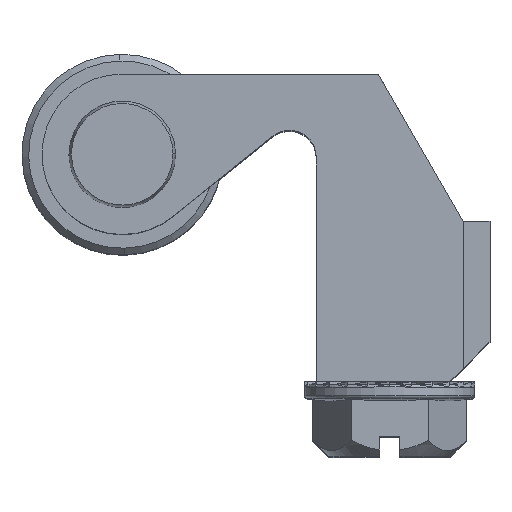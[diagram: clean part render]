
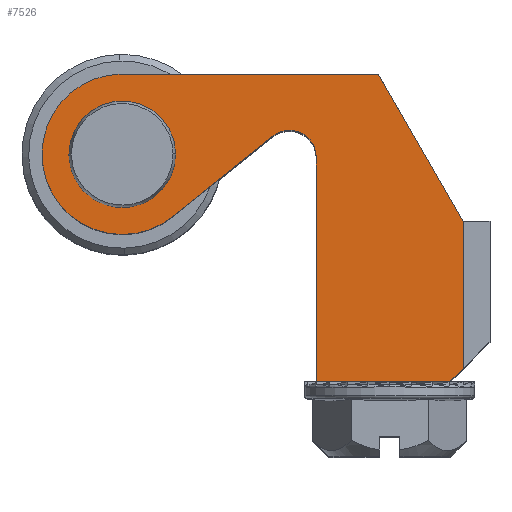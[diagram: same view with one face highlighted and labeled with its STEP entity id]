
A CAD part, top view. The second image highlights one B-rep face of the part: STEP entity #7526.
In plain terms, the highlighted planar face has unit normal (0, 0, 1).
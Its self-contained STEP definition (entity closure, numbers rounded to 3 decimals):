
#11 = LINE ( 'NONE', #2413, #781 ) ;
#46 = ORIENTED_EDGE ( 'NONE', *, *, #5421, .T. ) ;
#62 = EDGE_CURVE ( 'NONE', #1895, #5927, #11, .T. ) ;
#104 = ORIENTED_EDGE ( 'NONE', *, *, #7181, .T. ) ;
#180 = CARTESIAN_POINT ( 'NONE',  ( -2., 16.8, 25. ) ) ;
#344 = CIRCLE ( 'NONE', #1949, 6. ) ;
#379 = DIRECTION ( 'NONE',  ( -0.707, -0.707, 0. ) ) ;
#428 = DIRECTION ( 'NONE',  ( -0.5, 0.866, 0. ) ) ;
#576 = CARTESIAN_POINT ( 'NONE',  ( -10.735, 12.329, 25. ) ) ;
#651 = ORIENTED_EDGE ( 'NONE', *, *, #712, .T. ) ;
#701 = AXIS2_PLACEMENT_3D ( 'NONE', #5728, #3340, #2750 ) ;
#703 = VERTEX_POINT ( 'NONE', #2643 ) ;
#712 = EDGE_CURVE ( 'NONE', #2613, #7276, #5656, .T. ) ;
#781 = VECTOR ( 'NONE', #999, 1000. ) ;
#970 = LINE ( 'NONE', #1512, #5582 ) ;
#999 = DIRECTION ( 'NONE',  ( -1., 0., 0. ) ) ;
#1027 = DIRECTION ( 'NONE',  ( 0., 0., 1. ) ) ;
#1046 = DIRECTION ( 'NONE',  ( 0., -1., 0. ) ) ;
#1115 = FACE_OUTER_BOUND ( 'NONE', #2236, .T. ) ;
#1292 = ORIENTED_EDGE ( 'NONE', *, *, #4758, .T. ) ;
#1344 = ORIENTED_EDGE ( 'NONE', *, *, #62, .T. ) ;
#1453 = DIRECTION ( 'NONE',  ( 1., 0., 0. ) ) ;
#1512 = CARTESIAN_POINT ( 'NONE',  ( 0., 0., 25. ) ) ;
#1534 = AXIS2_PLACEMENT_3D ( 'NONE', #5918, #6438, #4677 ) ;
#1560 = EDGE_LOOP ( 'NONE', ( #3522, #2736 ) ) ;
#1567 = VERTEX_POINT ( 'NONE', #576 ) ;
#1621 = EDGE_CURVE ( 'NONE', #5927, #5166, #344, .T. ) ;
#1629 = CARTESIAN_POINT ( 'NONE',  ( 4.649, 23., 25. ) ) ;
#1676 = CARTESIAN_POINT ( 'NONE',  ( -14.5, 17., 25. ) ) ;
#1895 = VERTEX_POINT ( 'NONE', #6781 ) ;
#1949 = AXIS2_PLACEMENT_3D ( 'NONE', #1676, #3574, #2811 ) ;
#2079 = CARTESIAN_POINT ( 'NONE',  ( -17.55, 17., 25. ) ) ;
#2105 = CARTESIAN_POINT ( 'NONE',  ( 0., 0., 25. ) ) ;
#2114 = LINE ( 'NONE', #2778, #3157 ) ;
#2115 = ORIENTED_EDGE ( 'NONE', *, *, #1621, .T. ) ;
#2128 = VERTEX_POINT ( 'NONE', #5982 ) ;
#2236 = EDGE_LOOP ( 'NONE', ( #3061, #104, #46, #1344, #2115, #1292, #6884, #7088, #5314, #651 ) ) ;
#2238 = CARTESIAN_POINT ( 'NONE',  ( -14.5, 17., 25. ) ) ;
#2290 = VECTOR ( 'NONE', #428, 1000. ) ;
#2365 = CARTESIAN_POINT ( 'NONE',  ( -20.5, 17., 25. ) ) ;
#2413 = CARTESIAN_POINT ( 'NONE',  ( -14.5, 23., 25. ) ) ;
#2613 = VERTEX_POINT ( 'NONE', #2105 ) ;
#2643 = CARTESIAN_POINT ( 'NONE',  ( 11., 1., 25. ) ) ;
#2651 = EDGE_CURVE ( 'NONE', #7540, #2613, #970, .T. ) ;
#2736 = ORIENTED_EDGE ( 'NONE', *, *, #3032, .F. ) ;
#2750 = DIRECTION ( 'NONE',  ( 1., 0., 0. ) ) ;
#2755 = LINE ( 'NONE', #1629, #2290 ) ;
#2778 = CARTESIAN_POINT ( 'NONE',  ( 11., 12., 25. ) ) ;
#2811 = DIRECTION ( 'NONE',  ( -1., 0., 0. ) ) ;
#3032 = EDGE_CURVE ( 'NONE', #3507, #2128, #6325, .T. ) ;
#3061 = ORIENTED_EDGE ( 'NONE', *, *, #4713, .F. ) ;
#3157 = VECTOR ( 'NONE', #5248, 1000. ) ;
#3244 = VECTOR ( 'NONE', #379, 1000. ) ;
#3255 = CARTESIAN_POINT ( 'NONE',  ( -3.255, 18.357, 25. ) ) ;
#3340 = DIRECTION ( 'NONE',  ( 0., 0., 1. ) ) ;
#3352 = DIRECTION ( 'NONE',  ( 1., 0., 0. ) ) ;
#3367 = LINE ( 'NONE', #4756, #5527 ) ;
#3455 = CIRCLE ( 'NONE', #5083, 3.05 ) ;
#3463 = PLANE ( 'NONE',  #1534 ) ;
#3473 = EDGE_CURVE ( 'NONE', #2128, #3507, #3455, .T. ) ;
#3507 = VERTEX_POINT ( 'NONE', #2079 ) ;
#3515 = VERTEX_POINT ( 'NONE', #3255 ) ;
#3522 = ORIENTED_EDGE ( 'NONE', *, *, #3473, .F. ) ;
#3574 = DIRECTION ( 'NONE',  ( 0., 0., 1. ) ) ;
#3738 = AXIS2_PLACEMENT_3D ( 'NONE', #2238, #5251, #5356 ) ;
#3804 = DIRECTION ( 'NONE',  ( 0., 0., -1. ) ) ;
#3999 = CIRCLE ( 'NONE', #3738, 6. ) ;
#4003 = LINE ( 'NONE', #5134, #3244 ) ;
#4058 = CARTESIAN_POINT ( 'NONE',  ( 0., 16.8, 25. ) ) ;
#4145 = AXIS2_PLACEMENT_3D ( 'NONE', #180, #3804, #4937 ) ;
#4677 = DIRECTION ( 'NONE',  ( 1., 0., 0. ) ) ;
#4713 = EDGE_CURVE ( 'NONE', #703, #7276, #4003, .T. ) ;
#4756 = CARTESIAN_POINT ( 'NONE',  ( -3.255, 18.357, 25. ) ) ;
#4758 = EDGE_CURVE ( 'NONE', #5166, #1567, #3999, .T. ) ;
#4937 = DIRECTION ( 'NONE',  ( 1., 0., 0. ) ) ;
#5031 = CARTESIAN_POINT ( 'NONE',  ( 11., 0., 25. ) ) ;
#5083 = AXIS2_PLACEMENT_3D ( 'NONE', #5756, #1027, #1453 ) ;
#5134 = CARTESIAN_POINT ( 'NONE',  ( 10., 0., 25. ) ) ;
#5166 = VERTEX_POINT ( 'NONE', #2365 ) ;
#5174 = CIRCLE ( 'NONE', #4145, 2. ) ;
#5218 = CARTESIAN_POINT ( 'NONE',  ( 11., 12., 25. ) ) ;
#5248 = DIRECTION ( 'NONE',  ( 0., 1., 0. ) ) ;
#5251 = DIRECTION ( 'NONE',  ( 0., 0., 1. ) ) ;
#5314 = ORIENTED_EDGE ( 'NONE', *, *, #2651, .T. ) ;
#5356 = DIRECTION ( 'NONE',  ( -1., 0., 0. ) ) ;
#5421 = EDGE_CURVE ( 'NONE', #6847, #1895, #2755, .T. ) ;
#5527 = VECTOR ( 'NONE', #7588, 1000. ) ;
#5582 = VECTOR ( 'NONE', #1046, 1000. ) ;
#5656 = LINE ( 'NONE', #5031, #6597 ) ;
#5708 = EDGE_CURVE ( 'NONE', #3515, #7540, #5174, .T. ) ;
#5728 = CARTESIAN_POINT ( 'NONE',  ( -14.5, 17., 25. ) ) ;
#5756 = CARTESIAN_POINT ( 'NONE',  ( -14.5, 17., 25. ) ) ;
#5918 = CARTESIAN_POINT ( 'NONE',  ( -2., 16.8, 25. ) ) ;
#5927 = VERTEX_POINT ( 'NONE', #6457 ) ;
#5982 = CARTESIAN_POINT ( 'NONE',  ( -11.45, 17., 25. ) ) ;
#6076 = CARTESIAN_POINT ( 'NONE',  ( 10., 0., 25. ) ) ;
#6325 = CIRCLE ( 'NONE', #701, 3.05 ) ;
#6438 = DIRECTION ( 'NONE',  ( 0., 0., 1. ) ) ;
#6457 = CARTESIAN_POINT ( 'NONE',  ( -14.5, 23., 25. ) ) ;
#6502 = FACE_BOUND ( 'NONE', #1560, .T. ) ;
#6597 = VECTOR ( 'NONE', #3352, 1000. ) ;
#6781 = CARTESIAN_POINT ( 'NONE',  ( 4.649, 23., 25. ) ) ;
#6847 = VERTEX_POINT ( 'NONE', #5218 ) ;
#6884 = ORIENTED_EDGE ( 'NONE', *, *, #7139, .T. ) ;
#7088 = ORIENTED_EDGE ( 'NONE', *, *, #5708, .T. ) ;
#7139 = EDGE_CURVE ( 'NONE', #1567, #3515, #3367, .T. ) ;
#7181 = EDGE_CURVE ( 'NONE', #703, #6847, #2114, .T. ) ;
#7276 = VERTEX_POINT ( 'NONE', #6076 ) ;
#7526 = ADVANCED_FACE ( 'NONE', ( #1115, #6502 ), #3463, .T. ) ;
#7540 = VERTEX_POINT ( 'NONE', #4058 ) ;
#7588 = DIRECTION ( 'NONE',  ( 0.779, 0.628, 0. ) ) ;
